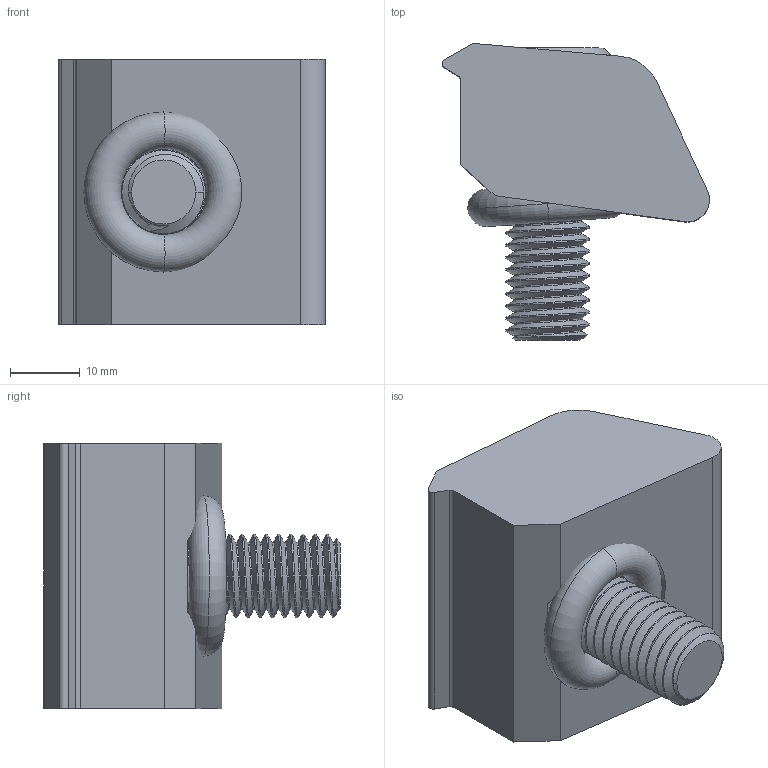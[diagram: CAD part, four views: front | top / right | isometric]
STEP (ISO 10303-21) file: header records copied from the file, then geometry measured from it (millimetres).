
FILE_DESCRIPTION (( 'STEP AP214' ), '1' );
FILE_NAME ('Miteebite_56080.STEP', '2022-02-24T18:48:46', ( '' ), ( '' ), 'SwSTEP 2.0', 'SolidWorks 2021', '' );
FILE_SCHEMA (( 'AUTOMOTIVE_DESIGN' ));
Length unit declared in the file: millimetre
Products named in the file (4): Miteebite_56080; 310 O-RING_310 O-RING; 2608XX_260801_for download; M1230MM SHCS_M1230MM SHCS
Assembly tree (3 placements, depth 2):
  Miteebite_56080
    2608XX_260801_for download
    310 O-RING_310 O-RING
    M1230MM SHCS_M1230MM SHCS
Bounding box: 38.35 x 42.62 x 38.1 mm (x, y, z)
Volume: 26779.9 mm3; surface area: 10493.4 mm2
Topology: 3 solids, 3 shells, 131 faces, 357 edges, 232 vertices
Faces by surface type: cylinder 82, plane 28, cone 15, torus 4, bspline 2
Entity records: 6309 total; most frequent: CARTESIAN_POINT 3279, ORIENTED_EDGE 714, DIRECTION 513, EDGE_CURVE 357, VERTEX_POINT 232, AXIS2_PLACEMENT_3D 185, VECTOR 143, LINE 143
